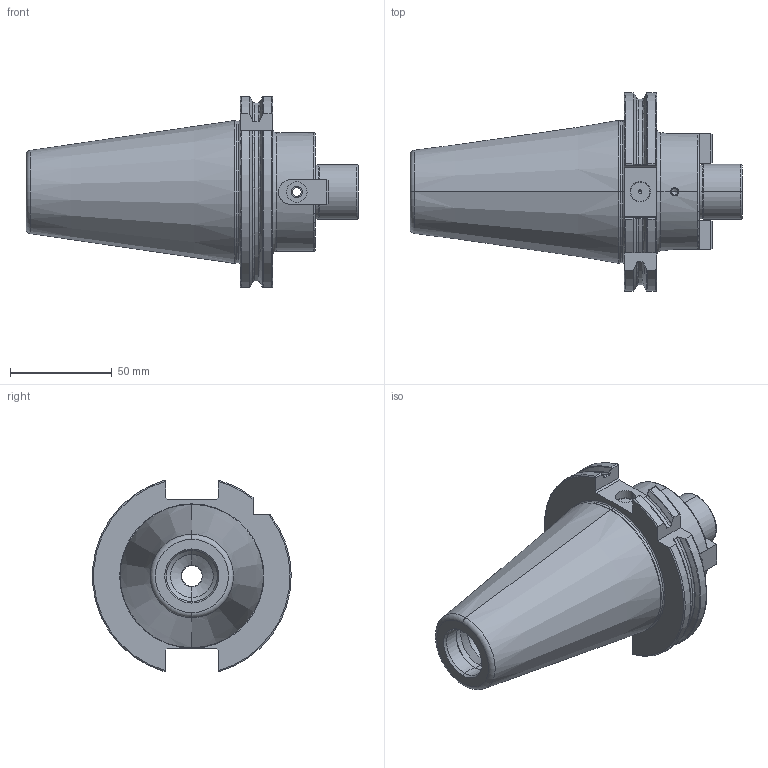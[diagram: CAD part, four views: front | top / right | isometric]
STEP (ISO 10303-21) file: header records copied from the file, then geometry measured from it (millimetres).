
FILE_DESCRIPTION (( 'STEP AP203' ), '1' );
FILE_NAME ('SK50-KMA27-40.STEP', '2016-05-26T20:21:36', ( '' ), ( '' ), 'SwSTEP 2.0', 'SolidWorks 2013', '' );
FILE_SCHEMA (( 'CONFIG_CONTROL_DESIGN' ));
Length unit declared in the file: millimetre
Products named in the file (1): SK50-KMA27-40
Bounding box: 162.75 x 97.32 x 93.67 mm (x, y, z)
Volume: 398108.4 mm3; surface area: 53991.3 mm2
Topology: 3 solids, 3 shells, 240 faces, 608 edges, 368 vertices
Faces by surface type: cylinder 87, plane 51, torus 41, cone 37, bspline 24
Entity records: 8011 total; most frequent: CARTESIAN_POINT 2501, ORIENTED_EDGE 1200, DIRECTION 1050, EDGE_CURVE 600, AXIS2_PLACEMENT_3D 423, VERTEX_POINT 368, EDGE_LOOP 258, ADVANCED_FACE 240
